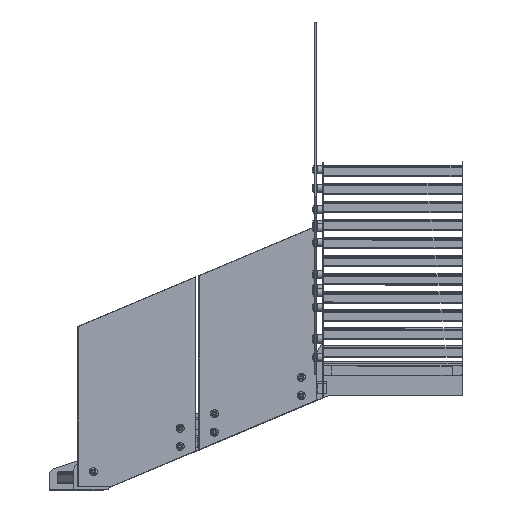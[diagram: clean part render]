
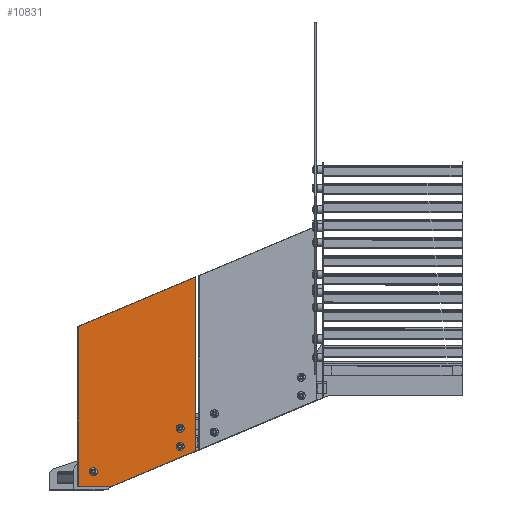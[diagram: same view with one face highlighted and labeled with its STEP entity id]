
A CAD part, top view. The second image highlights one B-rep face of the part: STEP entity #10831.
In plain terms, the highlighted planar face has unit normal (0, 0, 1).
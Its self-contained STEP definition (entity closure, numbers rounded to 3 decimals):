
#281=FACE_BOUND('',#1810,.T.);
#282=FACE_BOUND('',#1811,.T.);
#283=FACE_BOUND('',#1812,.T.);
#550=PLANE('',#11995);
#1094=FACE_OUTER_BOUND('',#1809,.T.);
#1809=EDGE_LOOP('',(#8182,#8183,#8184,#8185,#8186));
#1810=EDGE_LOOP('',(#8187));
#1811=EDGE_LOOP('',(#8188));
#1812=EDGE_LOOP('',(#8189));
#2621=LINE('',#16815,#3809);
#2622=LINE('',#16817,#3810);
#2623=LINE('',#16819,#3811);
#2624=LINE('',#16821,#3812);
#2625=LINE('',#16822,#3813);
#3809=VECTOR('',#13506,10.);
#3810=VECTOR('',#13507,10.);
#3811=VECTOR('',#13508,10.);
#3812=VECTOR('',#13509,10.);
#3813=VECTOR('',#13510,10.);
#4853=CIRCLE('',#11991,16.5);
#4856=CIRCLE('',#11996,16.5);
#4857=CIRCLE('',#11997,16.5);
#5291=VERTEX_POINT('',#16803);
#5294=VERTEX_POINT('',#16813);
#5295=VERTEX_POINT('',#16814);
#5296=VERTEX_POINT('',#16816);
#5297=VERTEX_POINT('',#16818);
#5298=VERTEX_POINT('',#16820);
#5299=VERTEX_POINT('',#16823);
#5300=VERTEX_POINT('',#16825);
#6353=EDGE_CURVE('',#5291,#5291,#4853,.T.);
#6358=EDGE_CURVE('',#5294,#5295,#2621,.T.);
#6359=EDGE_CURVE('',#5296,#5294,#2622,.T.);
#6360=EDGE_CURVE('',#5297,#5296,#2623,.T.);
#6361=EDGE_CURVE('',#5298,#5297,#2624,.T.);
#6362=EDGE_CURVE('',#5295,#5298,#2625,.T.);
#6363=EDGE_CURVE('',#5299,#5299,#4856,.T.);
#6364=EDGE_CURVE('',#5300,#5300,#4857,.T.);
#8182=ORIENTED_EDGE('',*,*,#6358,.F.);
#8183=ORIENTED_EDGE('',*,*,#6359,.F.);
#8184=ORIENTED_EDGE('',*,*,#6360,.F.);
#8185=ORIENTED_EDGE('',*,*,#6361,.F.);
#8186=ORIENTED_EDGE('',*,*,#6362,.F.);
#8187=ORIENTED_EDGE('',*,*,#6363,.F.);
#8188=ORIENTED_EDGE('',*,*,#6364,.F.);
#8189=ORIENTED_EDGE('',*,*,#6353,.F.);
#10831=ADVANCED_FACE('',(#1094,#281,#282,#283),#550,.T.);
#11991=AXIS2_PLACEMENT_3D('',#16804,#13494,#13495);
#11995=AXIS2_PLACEMENT_3D('',#16812,#13504,#13505);
#11996=AXIS2_PLACEMENT_3D('',#16824,#13511,#13512);
#11997=AXIS2_PLACEMENT_3D('',#16826,#13513,#13514);
#13494=DIRECTION('center_axis',(0.,0.,1.));
#13495=DIRECTION('ref_axis',(-1.,0.,0.));
#13504=DIRECTION('center_axis',(0.,0.,1.));
#13505=DIRECTION('ref_axis',(1.,0.,0.));
#13506=DIRECTION('',(-1.,0.,0.));
#13507=DIRECTION('',(-0.922,-0.387,0.));
#13508=DIRECTION('',(0.,-1.,0.));
#13509=DIRECTION('',(0.922,0.387,0.));
#13510=DIRECTION('',(0.,1.,0.));
#13511=DIRECTION('center_axis',(0.,0.,1.));
#13512=DIRECTION('ref_axis',(-1.,0.,0.));
#13513=DIRECTION('center_axis',(0.,0.,1.));
#13514=DIRECTION('ref_axis',(-1.,0.,0.));
#16803=CARTESIAN_POINT('',(116.5,95.346,16.));
#16804=CARTESIAN_POINT('Origin',(100.,95.346,16.));
#16812=CARTESIAN_POINT('Origin',(378.472,673.375,16.));
#16813=CARTESIAN_POINT('',(213.799,1.5,16.));
#16814=CARTESIAN_POINT('',(1.5,1.5,16.));
#16815=CARTESIAN_POINT('',(189.236,1.5,16.));
#16816=CARTESIAN_POINT('',(755.444,229.043,16.));
#16817=CARTESIAN_POINT('',(403.601,81.235,16.));
#16818=CARTESIAN_POINT('',(755.444,1344.493,16.));
#16819=CARTESIAN_POINT('',(755.444,450.71,16.));
#16820=CARTESIAN_POINT('',(1.5,1027.95,16.));
#16821=CARTESIAN_POINT('',(476.473,1227.367,16.));
#16822=CARTESIAN_POINT('',(1.5,851.161,16.));
#16823=CARTESIAN_POINT('',(673.444,257.624,16.));
#16824=CARTESIAN_POINT('Origin',(656.944,257.624,16.));
#16825=CARTESIAN_POINT('',(673.444,374.767,16.));
#16826=CARTESIAN_POINT('Origin',(656.944,374.767,16.));
